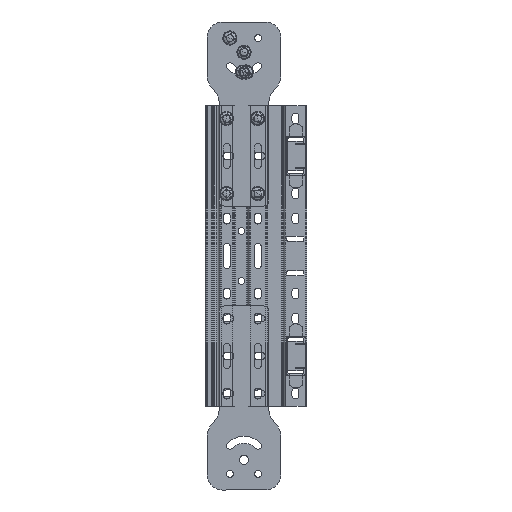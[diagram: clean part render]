
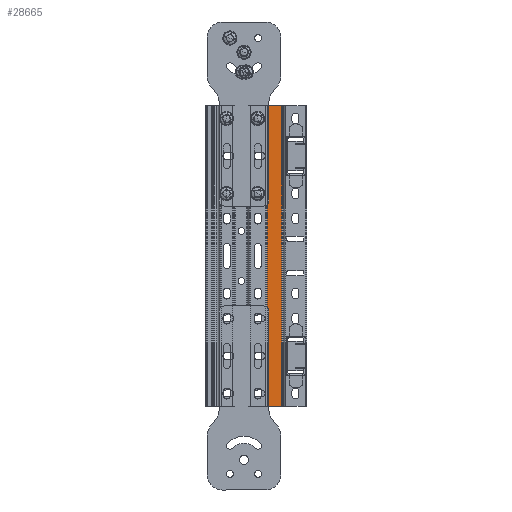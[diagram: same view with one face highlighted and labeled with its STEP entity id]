
A CAD part, left-side view. The second image highlights one B-rep face of the part: STEP entity #28665.
In plain terms, the highlighted planar face has unit normal (-0.671, -0.741, 0).
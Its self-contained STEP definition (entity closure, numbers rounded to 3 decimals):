
#265 = VERTEX_POINT ( 'NONE', #21535 ) ;
#2049 = CARTESIAN_POINT ( 'NONE',  ( -32.444, 38.296, 150. ) ) ;
#2238 = PLANE ( 'NONE',  #19186 ) ;
#3064 = DIRECTION ( 'NONE',  ( 0.741, -0.671, 0. ) ) ;
#4822 = DIRECTION ( 'NONE',  ( 0.741, -0.671, 0. ) ) ;
#7687 = LINE ( 'NONE', #2049, #29101 ) ;
#8773 = ORIENTED_EDGE ( 'NONE', *, *, #16843, .T. ) ;
#8923 = CARTESIAN_POINT ( 'NONE',  ( -32.444, 38.296, -150. ) ) ;
#10982 = VECTOR ( 'NONE', #23689, 1000. ) ;
#12529 = EDGE_CURVE ( 'NONE', #31595, #265, #17544, .T. ) ;
#14633 = EDGE_LOOP ( 'NONE', ( #21688, #29941, #8773, #28980 ) ) ;
#15398 = VERTEX_POINT ( 'NONE', #20808 ) ;
#15577 = FACE_OUTER_BOUND ( 'NONE', #14633, .T. ) ;
#16212 = DIRECTION ( 'NONE',  ( -0.671, -0.741, 0. ) ) ;
#16843 = EDGE_CURVE ( 'NONE', #31595, #15398, #25161, .T. ) ;
#16943 = CARTESIAN_POINT ( 'NONE',  ( -32.444, 38.296, -150. ) ) ;
#17544 = LINE ( 'NONE', #20873, #10982 ) ;
#17736 = DIRECTION ( 'NONE',  ( 0., 0., 1. ) ) ;
#18136 = VERTEX_POINT ( 'NONE', #35788 ) ;
#19186 = AXIS2_PLACEMENT_3D ( 'NONE', #33072, #16212, #35900 ) ;
#20808 = CARTESIAN_POINT ( 'NONE',  ( -15.829, 23.241, -150. ) ) ;
#20873 = CARTESIAN_POINT ( 'NONE',  ( -32.444, 38.296, -150. ) ) ;
#21535 = CARTESIAN_POINT ( 'NONE',  ( -32.444, 38.296, 150. ) ) ;
#21688 = ORIENTED_EDGE ( 'NONE', *, *, #22965, .F. ) ;
#22965 = EDGE_CURVE ( 'NONE', #265, #18136, #7687, .T. ) ;
#23689 = DIRECTION ( 'NONE',  ( 0., 0., 1. ) ) ;
#23712 = VECTOR ( 'NONE', #17736, 1000. ) ;
#25161 = LINE ( 'NONE', #16943, #33563 ) ;
#28665 = ADVANCED_FACE ( 'NONE', ( #15577 ), #2238, .T. ) ;
#28980 = ORIENTED_EDGE ( 'NONE', *, *, #32883, .T. ) ;
#29101 = VECTOR ( 'NONE', #4822, 1000. ) ;
#29941 = ORIENTED_EDGE ( 'NONE', *, *, #12529, .F. ) ;
#30385 = LINE ( 'NONE', #31754, #23712 ) ;
#31595 = VERTEX_POINT ( 'NONE', #8923 ) ;
#31754 = CARTESIAN_POINT ( 'NONE',  ( -15.829, 23.241, -150. ) ) ;
#32883 = EDGE_CURVE ( 'NONE', #15398, #18136, #30385, .T. ) ;
#33072 = CARTESIAN_POINT ( 'NONE',  ( -32.444, 38.296, -150. ) ) ;
#33563 = VECTOR ( 'NONE', #3064, 1000. ) ;
#35788 = CARTESIAN_POINT ( 'NONE',  ( -15.829, 23.241, 150. ) ) ;
#35900 = DIRECTION ( 'NONE',  ( 0.741, -0.671, 0. ) ) ;
